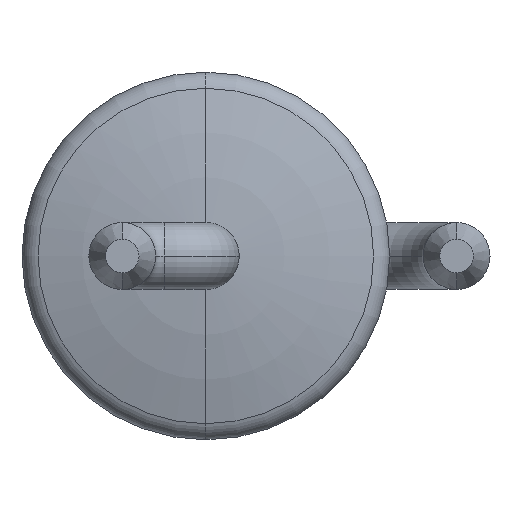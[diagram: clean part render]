
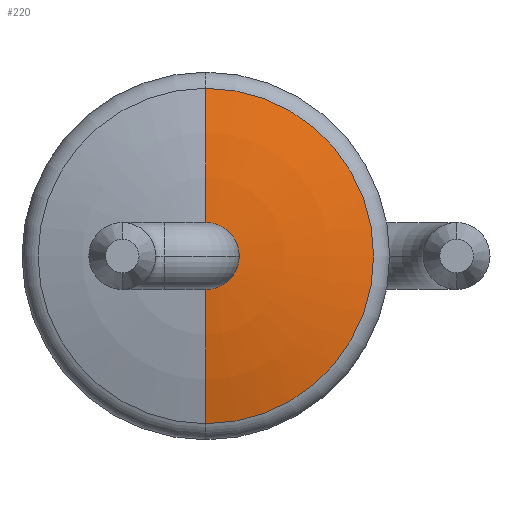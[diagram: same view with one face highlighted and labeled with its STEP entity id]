
A CAD part, left-side view. The second image highlights one B-rep face of the part: STEP entity #220.
In plain terms, the highlighted toroidal (fillet/blend) face has major radius 0.004 mm and minor radius 10.865 mm.
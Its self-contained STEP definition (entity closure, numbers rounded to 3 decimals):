
#51 = EDGE_CURVE ( 'NONE', #92, #234, #660, .T. ) ;
#89 = VERTEX_POINT ( 'NONE', #826 ) ;
#92 = VERTEX_POINT ( 'NONE', #900 ) ;
#133 = EDGE_CURVE ( 'NONE', #89, #235, #848, .T. ) ;
#220 = ADVANCED_FACE ( 'NONE', ( #1257 ), #1327, .T. ) ;
#221 = EDGE_LOOP ( 'NONE', ( #222, #223, #552, #454 ) ) ;
#222 = ORIENTED_EDGE ( 'NONE', *, *, #133, .F. ) ;
#223 = ORIENTED_EDGE ( 'NONE', *, *, #224, .T. ) ;
#224 = EDGE_CURVE ( 'NONE', #89, #92, #1238, .T. ) ;
#234 = VERTEX_POINT ( 'NONE', #1350 ) ;
#235 = VERTEX_POINT ( 'NONE', #1349 ) ;
#453 = EDGE_CURVE ( 'NONE', #235, #234, #1980, .T. ) ;
#454 = ORIENTED_EDGE ( 'NONE', *, *, #453, .F. ) ;
#552 = ORIENTED_EDGE ( 'NONE', *, *, #51, .T. ) ;
#656 = DIRECTION ( 'NONE',  ( 0., 0., -1. ) ) ;
#657 = DIRECTION ( 'NONE',  ( 0., -1., 0. ) ) ;
#658 = CARTESIAN_POINT ( 'NONE',  ( 14.865, -1.5, 0.004 ) ) ;
#659 = AXIS2_PLACEMENT_3D ( 'NONE', #658, #657, #656 ) ;
#660 = CIRCLE ( 'NONE', #659, 10.865 ) ;
#826 = CARTESIAN_POINT ( 'NONE',  ( 4.017, -1.5, 0.6 ) ) ;
#848 = CIRCLE ( 'NONE', #962, 10.865 ) ;
#900 = CARTESIAN_POINT ( 'NONE',  ( 4.017, -1.5, -0.6 ) ) ;
#959 = DIRECTION ( 'NONE',  ( 0., 0., 1. ) ) ;
#960 = DIRECTION ( 'NONE',  ( 0., 1., 0. ) ) ;
#961 = CARTESIAN_POINT ( 'NONE',  ( 14.865, -1.5, -0.004 ) ) ;
#962 = AXIS2_PLACEMENT_3D ( 'NONE', #961, #960, #959 ) ;
#1231 = DIRECTION ( 'NONE',  ( 0., 0., -1. ) ) ;
#1232 = DIRECTION ( 'NONE',  ( 1., 0., 0. ) ) ;
#1233 = CARTESIAN_POINT ( 'NONE',  ( 4.017, -1.5, 0. ) ) ;
#1234 = AXIS2_PLACEMENT_3D ( 'NONE', #1233, #1232, #1231 ) ;
#1235 = DIRECTION ( 'NONE',  ( 0., 0., -1. ) ) ;
#1236 = DIRECTION ( 'NONE',  ( 1., 0., 0. ) ) ;
#1237 = AXIS2_PLACEMENT_3D ( 'NONE', #1328, #1236, #1235 ) ;
#1238 = CIRCLE ( 'NONE', #1234, 0.6 ) ;
#1257 = FACE_OUTER_BOUND ( 'NONE', #221, .T. ) ;
#1327 = TOROIDAL_SURFACE ( 'NONE', #1237, -0.004, 10.865 ) ;
#1328 = CARTESIAN_POINT ( 'NONE',  ( 14.865, -1.5, 0. ) ) ;
#1349 = CARTESIAN_POINT ( 'NONE',  ( 4.427, -1.5, 3.011 ) ) ;
#1350 = CARTESIAN_POINT ( 'NONE',  ( 4.427, -1.5, -3.011 ) ) ;
#1976 = DIRECTION ( 'NONE',  ( 0., 0., -1. ) ) ;
#1977 = DIRECTION ( 'NONE',  ( 1., 0., 0. ) ) ;
#1978 = CARTESIAN_POINT ( 'NONE',  ( 4.427, -1.5, 0. ) ) ;
#1979 = AXIS2_PLACEMENT_3D ( 'NONE', #1978, #1977, #1976 ) ;
#1980 = CIRCLE ( 'NONE', #1979, 3.011 ) ;
